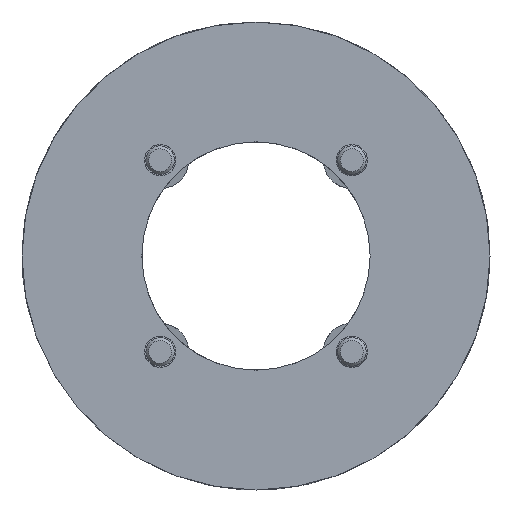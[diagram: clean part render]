
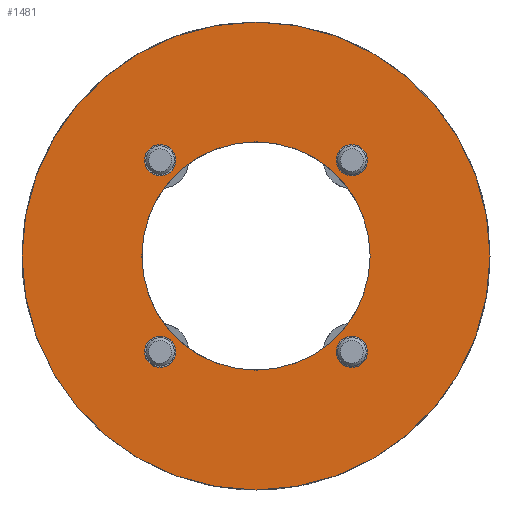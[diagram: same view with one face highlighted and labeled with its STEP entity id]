
A CAD part, front view. The second image highlights one B-rep face of the part: STEP entity #1481.
In plain terms, the highlighted planar face has unit normal (0, -1, 0).
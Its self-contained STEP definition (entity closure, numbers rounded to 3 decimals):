
#62 = FACE_OUTER_BOUND ( 'NONE', #732, .T. ) ;
#98 = EDGE_LOOP ( 'NONE', ( #847 ) ) ;
#166 = DIRECTION ( 'NONE',  ( 0., -1., 0. ) ) ;
#175 = CARTESIAN_POINT ( 'NONE',  ( 0., 0., 0. ) ) ;
#235 = DIRECTION ( 'NONE',  ( 0., -1., 0. ) ) ;
#382 = FACE_BOUND ( 'NONE', #1438, .T. ) ;
#396 = EDGE_CURVE ( 'NONE', #738, #738, #1611, .T. ) ;
#430 = CIRCLE ( 'NONE', #1811, 41. ) ;
#438 = ORIENTED_EDGE ( 'NONE', *, *, #1538, .F. ) ;
#444 = DIRECTION ( 'NONE',  ( 0., 1., 0. ) ) ;
#476 = EDGE_LOOP ( 'NONE', ( #1084 ) ) ;
#503 = DIRECTION ( 'NONE',  ( 0., -1., 0. ) ) ;
#525 = CIRCLE ( 'NONE', #885, 2.75 ) ;
#602 = CARTESIAN_POINT ( 'NONE',  ( 16.794, 0., -19.544 ) ) ;
#603 = DIRECTION ( 'NONE',  ( 0., -1., 0. ) ) ;
#625 = DIRECTION ( 'NONE',  ( 0., 0., -1. ) ) ;
#631 = VERTEX_POINT ( 'NONE', #1292 ) ;
#686 = EDGE_LOOP ( 'NONE', ( #1280 ) ) ;
#703 = CIRCLE ( 'NONE', #1468, 2.75 ) ;
#732 = EDGE_LOOP ( 'NONE', ( #1349 ) ) ;
#738 = VERTEX_POINT ( 'NONE', #1279 ) ;
#749 = DIRECTION ( 'NONE',  ( 0., 0., -1. ) ) ;
#772 = DIRECTION ( 'NONE',  ( 0., 0., 1. ) ) ;
#841 = EDGE_CURVE ( 'NONE', #631, #631, #525, .T. ) ;
#847 = ORIENTED_EDGE ( 'NONE', *, *, #396, .F. ) ;
#868 = AXIS2_PLACEMENT_3D ( 'NONE', #1631, #1041, #1504 ) ;
#870 = DIRECTION ( 'NONE',  ( 0., 0., 1. ) ) ;
#878 = CARTESIAN_POINT ( 'NONE',  ( 0., 0., 0. ) ) ;
#885 = AXIS2_PLACEMENT_3D ( 'NONE', #1252, #235, #1548 ) ;
#1024 = CIRCLE ( 'NONE', #1869, 20. ) ;
#1041 = DIRECTION ( 'NONE',  ( 0., 1., 0. ) ) ;
#1056 = CARTESIAN_POINT ( 'NONE',  ( 16.794, 0., 16.794 ) ) ;
#1083 = EDGE_CURVE ( 'NONE', #1817, #1817, #1795, .T. ) ;
#1084 = ORIENTED_EDGE ( 'NONE', *, *, #841, .F. ) ;
#1175 = VERTEX_POINT ( 'NONE', #1330 ) ;
#1206 = FACE_BOUND ( 'NONE', #98, .T. ) ;
#1210 = DIRECTION ( 'NONE',  ( 0., 0., -1. ) ) ;
#1221 = VERTEX_POINT ( 'NONE', #602 ) ;
#1223 = CARTESIAN_POINT ( 'NONE',  ( 16.794, 0., -16.794 ) ) ;
#1251 = FACE_BOUND ( 'NONE', #1522, .T. ) ;
#1252 = CARTESIAN_POINT ( 'NONE',  ( -16.794, 0., 16.794 ) ) ;
#1268 = EDGE_CURVE ( 'NONE', #1175, #1175, #1024, .T. ) ;
#1279 = CARTESIAN_POINT ( 'NONE',  ( 16.794, 0., 14.044 ) ) ;
#1280 = ORIENTED_EDGE ( 'NONE', *, *, #1083, .F. ) ;
#1292 = CARTESIAN_POINT ( 'NONE',  ( -16.794, 0., 14.044 ) ) ;
#1301 = FACE_BOUND ( 'NONE', #686, .T. ) ;
#1314 = VERTEX_POINT ( 'NONE', #1813 ) ;
#1323 = EDGE_CURVE ( 'NONE', #1314, #1314, #430, .T. ) ;
#1330 = CARTESIAN_POINT ( 'NONE',  ( 0., 0., 20. ) ) ;
#1349 = ORIENTED_EDGE ( 'NONE', *, *, #1323, .F. ) ;
#1428 = CARTESIAN_POINT ( 'NONE',  ( -16.794, 0., -19.544 ) ) ;
#1438 = EDGE_LOOP ( 'NONE', ( #438 ) ) ;
#1467 = ORIENTED_EDGE ( 'NONE', *, *, #1268, .T. ) ;
#1468 = AXIS2_PLACEMENT_3D ( 'NONE', #1223, #503, #1210 ) ;
#1479 = PLANE ( 'NONE',  #868 ) ;
#1481 = ADVANCED_FACE ( 'NONE', ( #1301, #382, #1206, #1658, #62, #1251 ), #1479, .F. ) ;
#1483 = CARTESIAN_POINT ( 'NONE',  ( -16.794, 0., -16.794 ) ) ;
#1504 = DIRECTION ( 'NONE',  ( 0., 0., 1. ) ) ;
#1522 = EDGE_LOOP ( 'NONE', ( #1467 ) ) ;
#1538 = EDGE_CURVE ( 'NONE', #1221, #1221, #703, .T. ) ;
#1547 = AXIS2_PLACEMENT_3D ( 'NONE', #1056, #166, #749 ) ;
#1548 = DIRECTION ( 'NONE',  ( 0., 0., -1. ) ) ;
#1611 = CIRCLE ( 'NONE', #1547, 2.75 ) ;
#1631 = CARTESIAN_POINT ( 'NONE',  ( 0., 0., 0. ) ) ;
#1658 = FACE_BOUND ( 'NONE', #476, .T. ) ;
#1708 = AXIS2_PLACEMENT_3D ( 'NONE', #1483, #603, #625 ) ;
#1777 = DIRECTION ( 'NONE',  ( 0., 1., 0. ) ) ;
#1795 = CIRCLE ( 'NONE', #1708, 2.75 ) ;
#1811 = AXIS2_PLACEMENT_3D ( 'NONE', #878, #1777, #772 ) ;
#1813 = CARTESIAN_POINT ( 'NONE',  ( 0., 0., 41. ) ) ;
#1817 = VERTEX_POINT ( 'NONE', #1428 ) ;
#1869 = AXIS2_PLACEMENT_3D ( 'NONE', #175, #444, #870 ) ;
